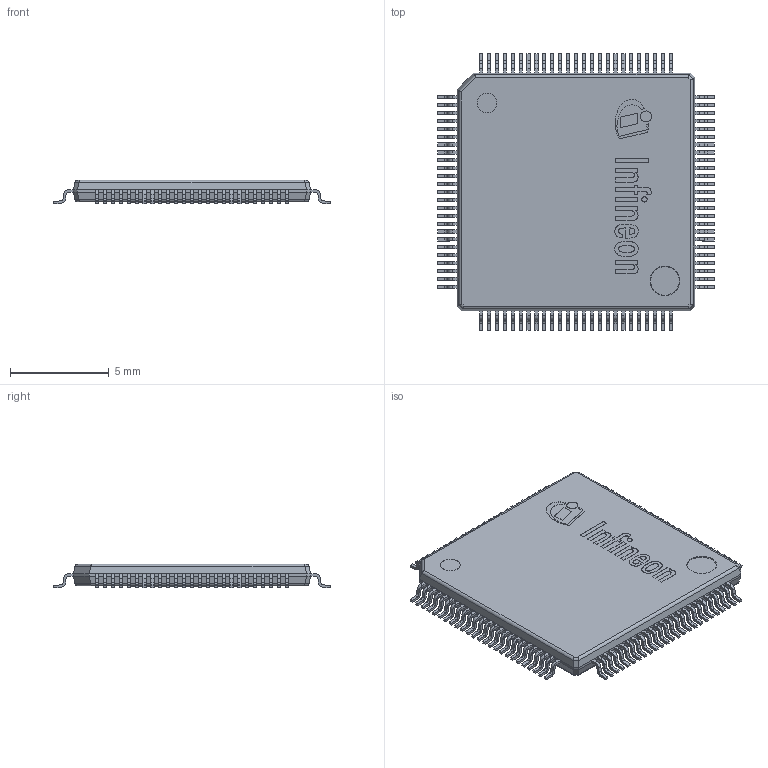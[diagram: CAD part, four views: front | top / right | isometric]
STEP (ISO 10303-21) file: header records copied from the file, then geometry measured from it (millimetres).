
FILE_DESCRIPTION(/* description */ (''),/* implementation_level */ '2;1');
FILE_NAME(/* name */ 'PG-TQFP-100-23_Z8B00169236_5.stp',/* time_stamp */ '2020-06-19T14:05:18+06:00',/* author */ ('janartha'),/* organization */ (''),/* preprocessor_version */ 'ST-DEVELOPER v16.13',/* originating_system */ 'AutoCAD Mechanical',/* authorisation */ '');
FILE_SCHEMA (('AUTOMOTIVE_DESIGN { 1 0 10303 214 3 1 1 }'));
Products named in the file (1): Product
Bounding box: 14 x 14 x 1.21 mm (x, y, z)
Volume: 158.2 mm3; surface area: 1073.1 mm2
Topology: 117 solids, 117 shells, 1996 faces, 5182 edges, 3431 vertices
Faces by surface type: plane 1316, cylinder 659, torus 21
Full cylindrical faces by diameter (mm): 0.27 x1, 0.557 x1, 1 x3, 1.5 x4
Entity records: 60707 total; most frequent: CARTESIAN_POINT 10584, DIRECTION 10455, ORIENTED_EDGE 10324, EDGE_CURVE 5162, LINE 3863, VECTOR 3863, VERTEX_POINT 3425, AXIS2_PLACEMENT_3D 3296
